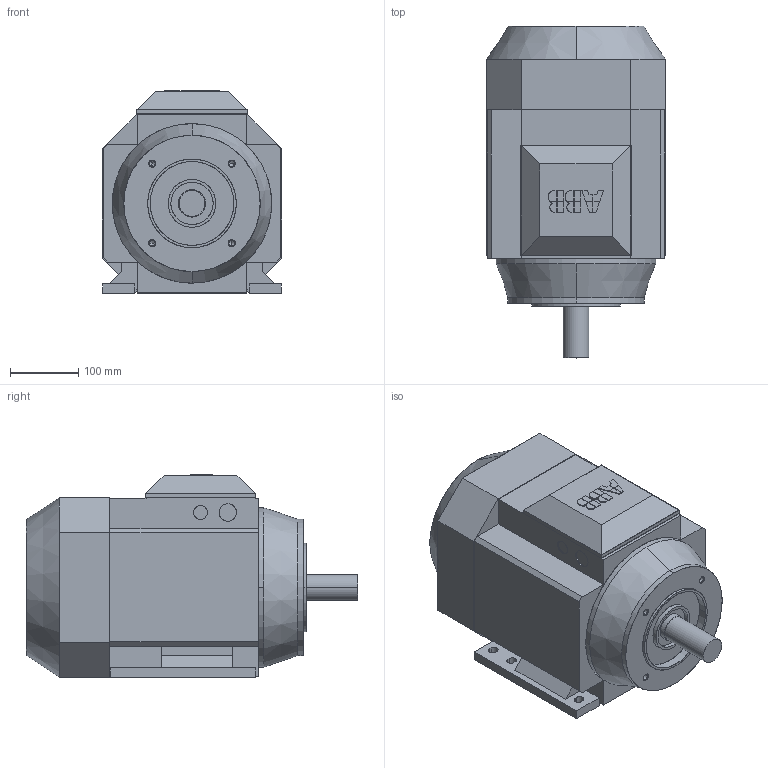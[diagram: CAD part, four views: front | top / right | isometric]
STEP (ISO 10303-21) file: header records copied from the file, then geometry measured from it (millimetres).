
FILE_DESCRIPTION(/* description */ (''),/* implementation_level */ '2;1');
FILE_NAME(/* name */ 'M3AA IE2 132L B34.stp',/* time_stamp */ '2015-07-31T10:27:18+02:00',/* author */ (''),/* organization */ (''),/* preprocessor_version */ 'ST-DEVELOPER v14',/* originating_system */ 'SIEMENS PLM Software NX 8.0',/* authorisation */ '');
FILE_SCHEMA (('AUTOMOTIVE_DESIGN { 1 0 10303 214 3 1 1 1 }'));
Length unit declared in the file: millimetre
Products named in the file (1): M3AA IE2 132L B34_igs
Bounding box: 263 x 487 x 297.5 mm (x, y, z)
Surface area: 684653.2 mm2 (no closed solid volume)
Topology: 0 solids, 227 shells, 227 faces, 1133 edges, 1125 vertices
Faces by surface type: plane 153, cylinder 44, cone 20, bspline 10
Entity records: 13893 total; most frequent: CARTESIAN_POINT 3546, DIRECTION 1570, ORIENTED_EDGE 1125, VERTEX_POINT 1125, EDGE_CURVE 1125, LINE 880, VECTOR 880, AXIS2_PLACEMENT_3D 345
